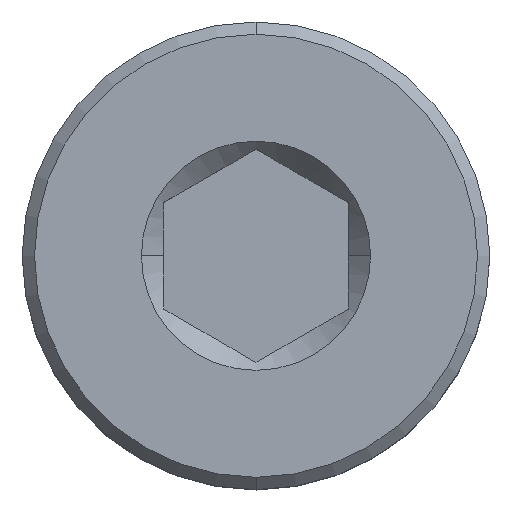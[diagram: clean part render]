
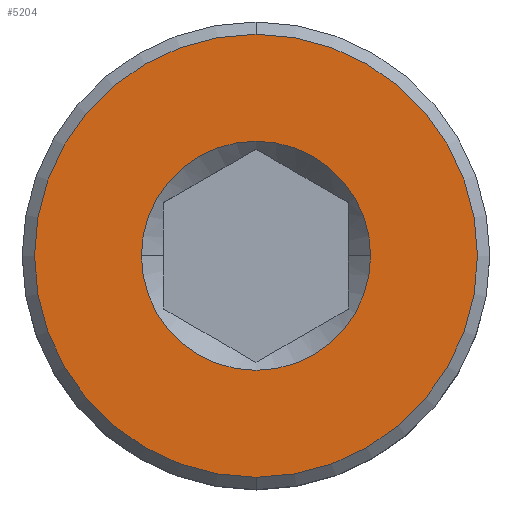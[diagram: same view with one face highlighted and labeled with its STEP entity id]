
A CAD part, top view. The second image highlights one B-rep face of the part: STEP entity #5204.
In plain terms, the highlighted planar face has unit normal (0, 0, 1).
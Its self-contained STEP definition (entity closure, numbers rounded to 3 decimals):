
#3 = DIRECTION ( 'NONE',  ( 0., 0., -1. ) ) ;
#22 = DIRECTION ( 'NONE',  ( 0., 0., -1. ) ) ;
#85 = CARTESIAN_POINT ( 'NONE',  ( 0., -1.8, 7. ) ) ;
#280 = AXIS2_PLACEMENT_3D ( 'NONE', #5022, #2154, #4062 ) ;
#295 = ORIENTED_EDGE ( 'NONE', *, *, #1336, .F. ) ;
#391 = ORIENTED_EDGE ( 'NONE', *, *, #1536, .F. ) ;
#445 = VERTEX_POINT ( 'NONE', #85 ) ;
#462 = VERTEX_POINT ( 'NONE', #3982 ) ;
#647 = VERTEX_POINT ( 'NONE', #3476 ) ;
#1044 = AXIS2_PLACEMENT_3D ( 'NONE', #1595, #1572, #2083 ) ;
#1063 = CARTESIAN_POINT ( 'NONE',  ( -0.931, 0., 7. ) ) ;
#1110 = ORIENTED_EDGE ( 'NONE', *, *, #1945, .F. ) ;
#1336 = EDGE_CURVE ( 'NONE', #445, #647, #4335, .T. ) ;
#1430 = FACE_OUTER_BOUND ( 'NONE', #3278, .T. ) ;
#1491 = EDGE_CURVE ( 'NONE', #2100, #462, #4178, .T. ) ;
#1536 = EDGE_CURVE ( 'NONE', #462, #2100, #4325, .T. ) ;
#1572 = DIRECTION ( 'NONE',  ( 0., 0., 1. ) ) ;
#1595 = CARTESIAN_POINT ( 'NONE',  ( 0., 0., 7. ) ) ;
#1945 = EDGE_CURVE ( 'NONE', #647, #445, #2521, .T. ) ;
#2083 = DIRECTION ( 'NONE',  ( 1., 0., 0. ) ) ;
#2100 = VERTEX_POINT ( 'NONE', #1063 ) ;
#2154 = DIRECTION ( 'NONE',  ( 0., 0., 1. ) ) ;
#2521 = CIRCLE ( 'NONE', #2910, 1.8 ) ;
#2910 = AXIS2_PLACEMENT_3D ( 'NONE', #4344, #3, #3392 ) ;
#2974 = ORIENTED_EDGE ( 'NONE', *, *, #1491, .F. ) ;
#2978 = CARTESIAN_POINT ( 'NONE',  ( 0., 0., 7. ) ) ;
#3278 = EDGE_LOOP ( 'NONE', ( #1110, #295 ) ) ;
#3301 = DIRECTION ( 'NONE',  ( 0., 0., 1. ) ) ;
#3392 = DIRECTION ( 'NONE',  ( 0., 1., 0. ) ) ;
#3418 = DIRECTION ( 'NONE',  ( 0., 1., 0. ) ) ;
#3476 = CARTESIAN_POINT ( 'NONE',  ( 0., 1.8, 7. ) ) ;
#3982 = CARTESIAN_POINT ( 'NONE',  ( 0.931, 0., 7. ) ) ;
#4062 = DIRECTION ( 'NONE',  ( 1., 0., 0. ) ) ;
#4178 = CIRCLE ( 'NONE', #1044, 0.931 ) ;
#4325 = CIRCLE ( 'NONE', #280, 0.931 ) ;
#4335 = CIRCLE ( 'NONE', #5725, 1.8 ) ;
#4344 = CARTESIAN_POINT ( 'NONE',  ( 0., 0., 7. ) ) ;
#4693 = AXIS2_PLACEMENT_3D ( 'NONE', #4775, #3301, #5248 ) ;
#4775 = CARTESIAN_POINT ( 'NONE',  ( 0., 0., 7. ) ) ;
#5022 = CARTESIAN_POINT ( 'NONE',  ( 0., 0., 7. ) ) ;
#5204 = ADVANCED_FACE ( 'NONE', ( #5978, #1430 ), #6168, .T. ) ;
#5248 = DIRECTION ( 'NONE',  ( 0., -1., 0. ) ) ;
#5725 = AXIS2_PLACEMENT_3D ( 'NONE', #2978, #22, #3418 ) ;
#5914 = EDGE_LOOP ( 'NONE', ( #391, #2974 ) ) ;
#5978 = FACE_BOUND ( 'NONE', #5914, .T. ) ;
#6168 = PLANE ( 'NONE',  #4693 ) ;
